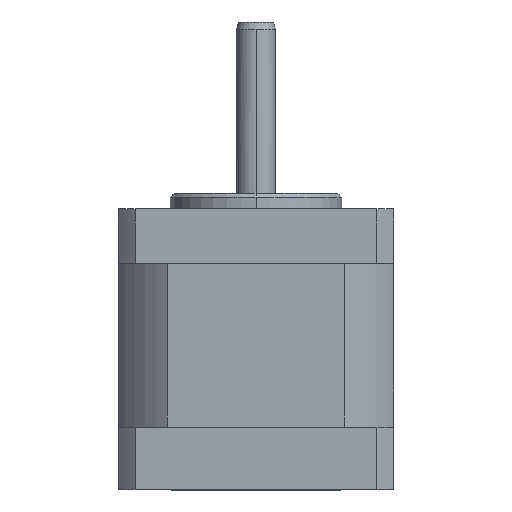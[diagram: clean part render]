
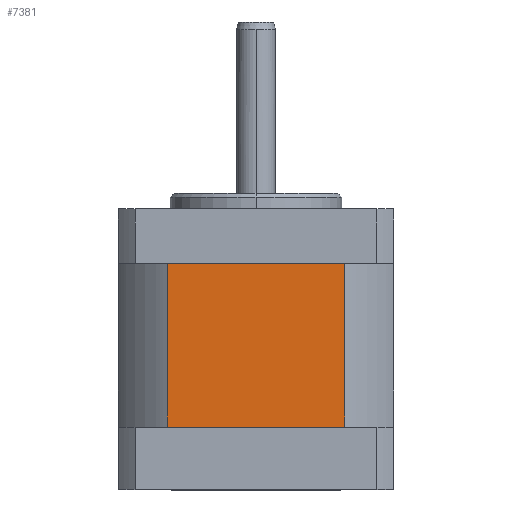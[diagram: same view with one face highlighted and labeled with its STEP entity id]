
A CAD part, top view. The second image highlights one B-rep face of the part: STEP entity #7381.
In plain terms, the highlighted planar face has unit normal (0, 0, 1).
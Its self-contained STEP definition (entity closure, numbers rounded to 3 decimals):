
#1707 = LINE ( 'NONE', #1708, #1920 ) ;
#1708 = CARTESIAN_POINT ( 'NONE',  ( 6.271, 8., 35.3 ) ) ;
#1709 = DIRECTION ( 'NONE',  ( 0., 1., 0. ) ) ;
#1710 = LINE ( 'NONE', #1711, #1921 ) ;
#1711 = CARTESIAN_POINT ( 'NONE',  ( 35.3, 28.99, 35.3 ) ) ;
#1712 = DIRECTION ( 'NONE',  ( 1., 0., 0. ) ) ;
#1713 = LINE ( 'NONE', #1714, #1922 ) ;
#1714 = CARTESIAN_POINT ( 'NONE',  ( 0., 8.01, 35.3 ) ) ;
#1715 = DIRECTION ( 'NONE',  ( -1., 0., 0. ) ) ;
#1716 = LINE ( 'NONE', #1717, #1923 ) ;
#1717 = CARTESIAN_POINT ( 'NONE',  ( 29.029, 8., 35.3 ) ) ;
#1718 = DIRECTION ( 'NONE',  ( 0., 1., 0. ) ) ;
#1920 = VECTOR ( 'NONE', #1709, 1000. ) ;
#1921 = VECTOR ( 'NONE', #1712, 1000. ) ;
#1922 = VECTOR ( 'NONE', #1715, 1000. ) ;
#1923 = VECTOR ( 'NONE', #1718, 1000. ) ;
#3626 = VERTEX_POINT ( 'NONE', #4729 ) ;
#3627 = VERTEX_POINT ( 'NONE', #4730 ) ;
#3628 = VERTEX_POINT ( 'NONE', #4731 ) ;
#3629 = VERTEX_POINT ( 'NONE', #4732 ) ;
#4048 = ORIENTED_EDGE ( 'NONE', *, *, #5785, .F. ) ;
#4049 = ORIENTED_EDGE ( 'NONE', *, *, #5786, .F. ) ;
#4050 = ORIENTED_EDGE ( 'NONE', *, *, #5784, .F. ) ;
#4051 = ORIENTED_EDGE ( 'NONE', *, *, #5787, .T. ) ;
#4729 = CARTESIAN_POINT ( 'NONE',  ( 6.271, 28.99, 35.3 ) ) ;
#4730 = CARTESIAN_POINT ( 'NONE',  ( 29.029, 28.99, 35.3 ) ) ;
#4731 = CARTESIAN_POINT ( 'NONE',  ( 6.271, 8.01, 35.3 ) ) ;
#4732 = CARTESIAN_POINT ( 'NONE',  ( 29.029, 8.01, 35.3 ) ) ;
#5299 = EDGE_LOOP ( 'NONE', ( #4048, #4050, #4049, #4051 ) ) ;
#5784 = EDGE_CURVE ( 'NONE', #3628, #3626, #1707, .T. ) ;
#5785 = EDGE_CURVE ( 'NONE', #3626, #3627, #1710, .T. ) ;
#5786 = EDGE_CURVE ( 'NONE', #3629, #3628, #1713, .T. ) ;
#5787 = EDGE_CURVE ( 'NONE', #3629, #3627, #1716, .T. ) ;
#7381 = ADVANCED_FACE ( 'NONE', ( #8118 ), #9109, .F. ) ;
#8118 = FACE_OUTER_BOUND ( 'NONE', #5299, .T. ) ;
#8125 = AXIS2_PLACEMENT_3D ( 'NONE', #9110, #9111, #9112 ) ;
#9109 = PLANE ( 'NONE',  #8125 ) ;
#9110 = CARTESIAN_POINT ( 'NONE',  ( 2.135, 36., 35.3 ) ) ;
#9111 = DIRECTION ( 'NONE',  ( 0., 0., -1. ) ) ;
#9112 = DIRECTION ( 'NONE',  ( -1., 0., 0. ) ) ;
